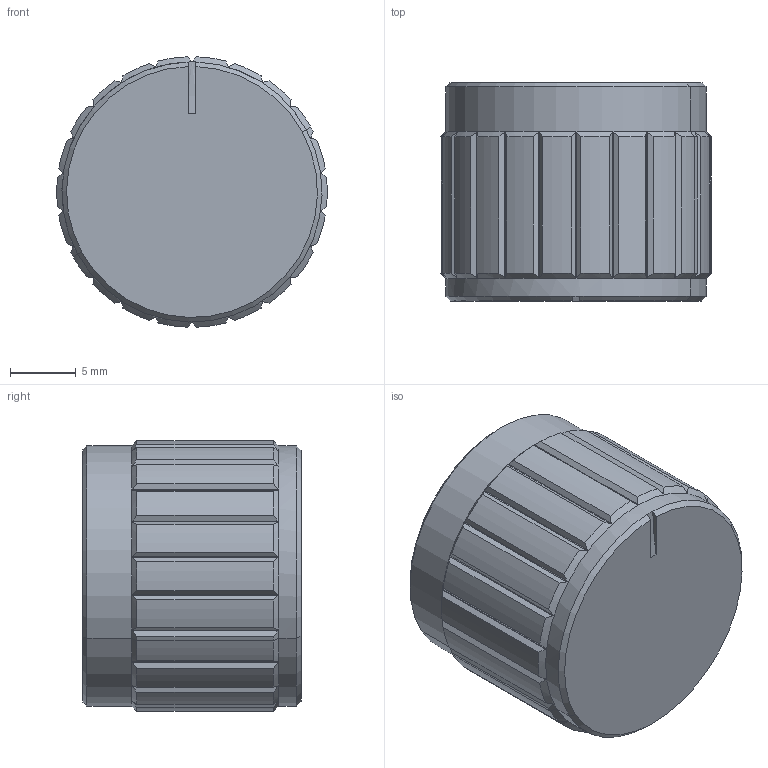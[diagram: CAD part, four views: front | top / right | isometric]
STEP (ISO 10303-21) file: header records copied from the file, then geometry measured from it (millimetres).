
FILE_DESCRIPTION(('FreeCAD Model'),'2;1');
FILE_NAME('Open CASCADE Shape Model','2022-02-15T04:02:53',('Author'),( ''),'Open CASCADE STEP processor 7.5','FreeCAD','Unknown');
FILE_SCHEMA(('AUTOMOTIVE_DESIGN { 1 0 10303 214 1 1 1 1 }'));
Length unit declared in the file: millimetre
Products named in the file (1): N_Knoflik pristrojovy_A21x17-PK-AB-K-I
Bounding box: 20.59 x 16.6 x 20.59 mm (x, y, z)
Volume: 2903.8 mm3; surface area: 5288.1 mm2
Topology: 2 solids, 2 shells, 169 faces, 472 edges, 309 vertices
Faces by surface type: plane 77, cylinder 70, cone 9, revolution 9, torus 4
Entity records: 14667 total; most frequent: CARTESIAN_POINT 6034, DIRECTION 1354, ORIENTED_EDGE 944, PCURVE 944, DEFINITIONAL_REPRESENTATION 944, LINE 694, VECTOR 694, B_SPLINE_CURVE_WITH_KNOTS 531
